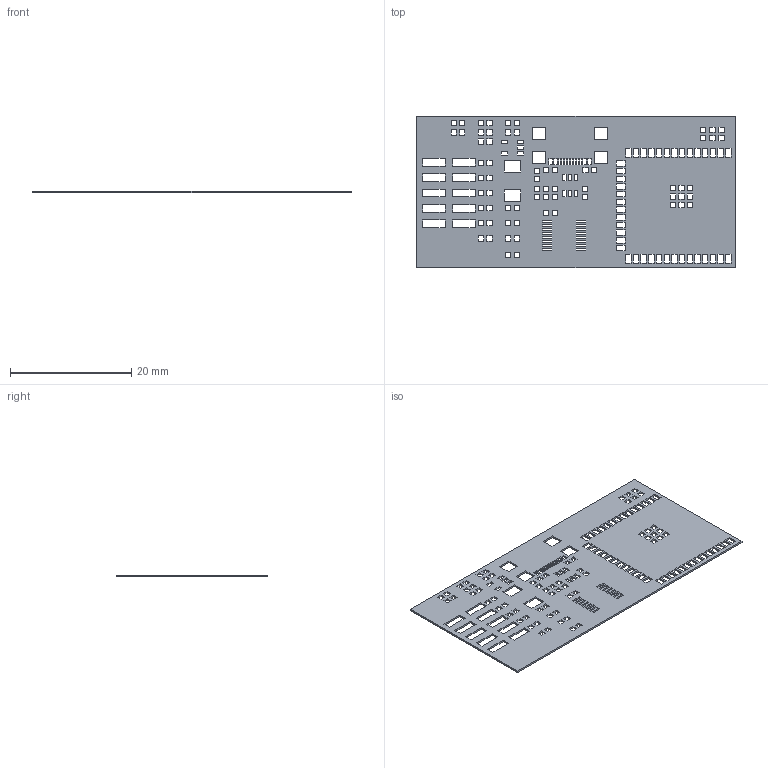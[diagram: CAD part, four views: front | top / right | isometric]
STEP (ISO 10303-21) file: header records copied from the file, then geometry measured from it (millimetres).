
FILE_DESCRIPTION(/* description */ ('Unknown'),/* implementation_level */ '2;1');
FILE_NAME(/* name */ 'pattern',/* time_stamp */ '2025-06-07T07:47:32+03:00',/* author */ ('Unknown'),/* organization */ ('Unknown'),/* preprocessor_version */ 'ST-DEVELOPER v18.1',/* originating_system */ 'Solid Edge',/* authorisation */ 'Unknown');
FILE_SCHEMA (('AUTOMOTIVE_DESIGN {1 0 10303 214 3 1 1}'));
Length unit declared in the file: millimetre
Products named in the file (1): 櫻蠉錪4
Bounding box: 52.5 x 25 x 0.3 mm (x, y, z)
Volume: 335.6 mm3; surface area: 2490.8 mm2
Topology: 1 solids, 1 shells, 646 faces, 1932 edges, 1288 vertices
Faces by surface type: plane 646
Entity records: 21946 total; most frequent: CARTESIAN_POINT 3867, ORIENTED_EDGE 3864, DIRECTION 3226, EDGE_CURVE 1932, LINE 1932, VECTOR 1932, VERTEX_POINT 1288, EDGE_LOOP 966
